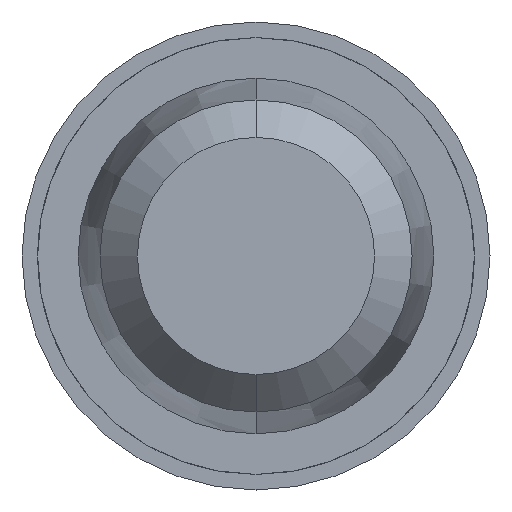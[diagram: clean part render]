
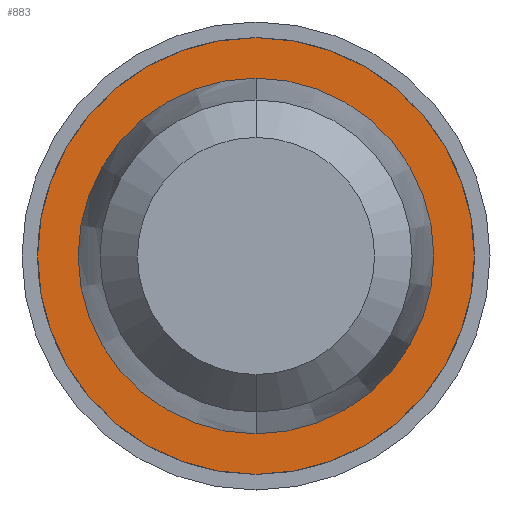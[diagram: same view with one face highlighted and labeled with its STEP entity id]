
A CAD part, front view. The second image highlights one B-rep face of the part: STEP entity #883.
In plain terms, the highlighted planar face has unit normal (0, -1, 0).
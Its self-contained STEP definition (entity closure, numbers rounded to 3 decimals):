
#46 = ORIENTED_EDGE ( 'NONE', *, *, #3668, .F. ) ;
#50 = AXIS2_PLACEMENT_3D ( 'NONE', #136, #2661, #1717 ) ;
#69 = CARTESIAN_POINT ( 'NONE',  ( 0., 39.75, -0.7 ) ) ;
#136 = CARTESIAN_POINT ( 'NONE',  ( 0., 39.75, 0. ) ) ;
#280 = CARTESIAN_POINT ( 'NONE',  ( 0., 39.75, -0.57 ) ) ;
#333 = CIRCLE ( 'NONE', #1344, 0.7 ) ;
#423 = CIRCLE ( 'NONE', #3807, 0.57 ) ;
#564 = CARTESIAN_POINT ( 'NONE',  ( 0.57, 39.75, 0. ) ) ;
#599 = CARTESIAN_POINT ( 'NONE',  ( 0., 39.75, 0.7 ) ) ;
#883 = ADVANCED_FACE ( 'Defeature ausgef�hrt1_15', ( #3047, #1633 ), #1232, .T. ) ;
#922 = DIRECTION ( 'NONE',  ( 0., 0., -1. ) ) ;
#1086 = DIRECTION ( 'NONE',  ( 0., 0., -1. ) ) ;
#1116 = VERTEX_POINT ( 'NONE', #69 ) ;
#1232 = PLANE ( 'NONE',  #1791 ) ;
#1344 = AXIS2_PLACEMENT_3D ( 'NONE', #1597, #3843, #3167 ) ;
#1351 = VERTEX_POINT ( 'NONE', #1526 ) ;
#1366 = VERTEX_POINT ( 'NONE', #280 ) ;
#1408 = CARTESIAN_POINT ( 'NONE',  ( 0., 39.75, 0. ) ) ;
#1412 = EDGE_LOOP ( 'NONE', ( #2249, #1875 ) ) ;
#1526 = CARTESIAN_POINT ( 'NONE',  ( 0., 39.75, 0.57 ) ) ;
#1597 = CARTESIAN_POINT ( 'NONE',  ( 0., 39.75, 0. ) ) ;
#1603 = DIRECTION ( 'NONE',  ( 0., -1., 0. ) ) ;
#1630 = CARTESIAN_POINT ( 'NONE',  ( 0., 39.75, 0. ) ) ;
#1633 = FACE_BOUND ( 'NONE', #2751, .T. ) ;
#1694 = EDGE_CURVE ( 'Defeature ausgef�hrt1_15+Defeature ausgef�hrt1_16+Defeature ausgef�hrt1_16+Defeature ausgef�hrt1_16', #1116, #2386, #3502, .T. ) ;
#1717 = DIRECTION ( 'NONE',  ( 0., 0., -1. ) ) ;
#1791 = AXIS2_PLACEMENT_3D ( 'NONE', #564, #2815, #922 ) ;
#1875 = ORIENTED_EDGE ( 'NONE', *, *, #2402, .T. ) ;
#2125 = EDGE_CURVE ( 'Defeature ausgef�hrt1_14+Defeature ausgef�hrt1_15+Defeature ausgef�hrt1_15+Defeature ausgef�hrt1_15', #1366, #1351, #2688, .T. ) ;
#2128 = AXIS2_PLACEMENT_3D ( 'NONE', #1408, #3957, #1086 ) ;
#2195 = DIRECTION ( 'NONE',  ( 0., 0., -1. ) ) ;
#2249 = ORIENTED_EDGE ( 'NONE', *, *, #1694, .T. ) ;
#2386 = VERTEX_POINT ( 'NONE', #599 ) ;
#2402 = EDGE_CURVE ( 'Defeature ausgef�hrt1_15+Defeature ausgef�hrt1_16+Defeature ausgef�hrt1_16+Defeature ausgef�hrt1_16', #2386, #1116, #333, .T. ) ;
#2661 = DIRECTION ( 'NONE',  ( 0., -1., 0. ) ) ;
#2688 = CIRCLE ( 'NONE', #2128, 0.57 ) ;
#2751 = EDGE_LOOP ( 'NONE', ( #46, #3052 ) ) ;
#2815 = DIRECTION ( 'NONE',  ( 0., -1., 0. ) ) ;
#3047 = FACE_OUTER_BOUND ( 'NONE', #1412, .T. ) ;
#3052 = ORIENTED_EDGE ( 'NONE', *, *, #2125, .F. ) ;
#3167 = DIRECTION ( 'NONE',  ( 0., 0., -1. ) ) ;
#3502 = CIRCLE ( 'NONE', #50, 0.7 ) ;
#3668 = EDGE_CURVE ( 'Defeature ausgef�hrt1_14+Defeature ausgef�hrt1_15+Defeature ausgef�hrt1_15+Defeature ausgef�hrt1_15', #1351, #1366, #423, .T. ) ;
#3807 = AXIS2_PLACEMENT_3D ( 'NONE', #1630, #1603, #2195 ) ;
#3843 = DIRECTION ( 'NONE',  ( 0., -1., 0. ) ) ;
#3957 = DIRECTION ( 'NONE',  ( 0., -1., 0. ) ) ;
